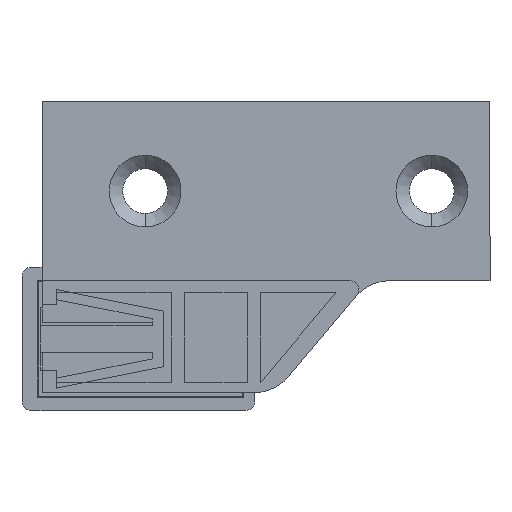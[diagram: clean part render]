
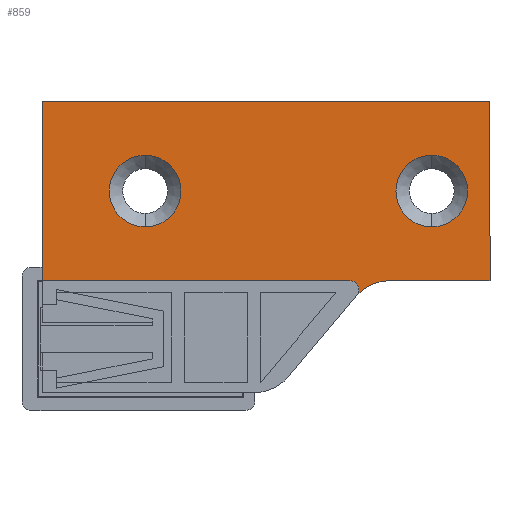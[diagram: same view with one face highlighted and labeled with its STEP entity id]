
A CAD part, left-side view. The second image highlights one B-rep face of the part: STEP entity #859.
In plain terms, the highlighted face is planar.
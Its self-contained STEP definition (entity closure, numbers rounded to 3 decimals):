
#9 = VERTEX_POINT ( 'NONE', #1143 ) ;
#23 = CIRCLE ( 'NONE', #2728, 4. ) ;
#88 = VERTEX_POINT ( 'NONE', #3014 ) ;
#142 = CARTESIAN_POINT ( 'NONE',  ( 10., -43.5, -1.75 ) ) ;
#265 = CIRCLE ( 'NONE', #3718, 4. ) ;
#362 = CARTESIAN_POINT ( 'NONE',  ( 0., -50., -1.75 ) ) ;
#516 = LINE ( 'NONE', #1497, #1409 ) ;
#617 = VERTEX_POINT ( 'NONE', #1505 ) ;
#641 = FACE_BOUND ( 'NONE', #4181, .T. ) ;
#656 = CIRCLE ( 'NONE', #4024, 4. ) ;
#665 = DIRECTION ( 'NONE',  ( 1., 0., 0. ) ) ;
#667 = EDGE_CURVE ( 'NONE', #1065, #919, #656, .T. ) ;
#696 = DIRECTION ( 'NONE',  ( -1., 0., 0. ) ) ;
#706 = CARTESIAN_POINT ( 'NONE',  ( 21.784, -35.001, -1.75 ) ) ;
#739 = LINE ( 'NONE', #1001, #3365 ) ;
#753 = VERTEX_POINT ( 'NONE', #4206 ) ;
#765 = CIRCLE ( 'NONE', #3704, 1. ) ;
#859 = ADVANCED_FACE ( 'NONE', ( #641, #2930, #4238 ), #1663, .F. ) ;
#874 = VECTOR ( 'NONE', #3468, 1000. ) ;
#885 = EDGE_CURVE ( 'NONE', #919, #1065, #2464, .T. ) ;
#919 = VERTEX_POINT ( 'NONE', #2040 ) ;
#932 = EDGE_CURVE ( 'NONE', #4012, #753, #2398, .T. ) ;
#981 = EDGE_CURVE ( 'NONE', #4101, #753, #739, .T. ) ;
#1001 = CARTESIAN_POINT ( 'NONE',  ( 0., 0., -1.75 ) ) ;
#1020 = DIRECTION ( 'NONE',  ( 1., 0., 0. ) ) ;
#1065 = VERTEX_POINT ( 'NONE', #1131 ) ;
#1117 = EDGE_LOOP ( 'NONE', ( #4036, #2450, #1694, #1691, #1898, #2575, #2076, #4080 ) ) ;
#1131 = CARTESIAN_POINT ( 'NONE',  ( 14., -11.5, -1.75 ) ) ;
#1143 = CARTESIAN_POINT ( 'NONE',  ( 21.643, -35.12, -1.75 ) ) ;
#1231 = LINE ( 'NONE', #1556, #2552 ) ;
#1291 = CARTESIAN_POINT ( 'NONE',  ( 0., -50., -1.75 ) ) ;
#1292 = EDGE_CURVE ( 'NONE', #1851, #9, #1231, .T. ) ;
#1409 = VECTOR ( 'NONE', #1755, 1000. ) ;
#1451 = VECTOR ( 'NONE', #2867, 1000. ) ;
#1475 = DIRECTION ( 'NONE',  ( 0., 0., 1. ) ) ;
#1497 = CARTESIAN_POINT ( 'NONE',  ( 20., -50., -1.75 ) ) ;
#1502 = CARTESIAN_POINT ( 'NONE',  ( 25., -38.83, -1.75 ) ) ;
#1505 = CARTESIAN_POINT ( 'NONE',  ( 6., -43.5, -1.75 ) ) ;
#1507 = CARTESIAN_POINT ( 'NONE',  ( 20., -34.354, -1.75 ) ) ;
#1556 = CARTESIAN_POINT ( 'NONE',  ( 1.625, -51.935, -1.75 ) ) ;
#1611 = EDGE_CURVE ( 'NONE', #617, #3449, #23, .T. ) ;
#1617 = EDGE_CURVE ( 'NONE', #4012, #88, #3408, .T. ) ;
#1663 = PLANE ( 'NONE',  #3615 ) ;
#1691 = ORIENTED_EDGE ( 'NONE', *, *, #4063, .T. ) ;
#1694 = ORIENTED_EDGE ( 'NONE', *, *, #1292, .F. ) ;
#1755 = DIRECTION ( 'NONE',  ( 0., 1., 0. ) ) ;
#1851 = VERTEX_POINT ( 'NONE', #706 ) ;
#1898 = ORIENTED_EDGE ( 'NONE', *, *, #2847, .F. ) ;
#1993 = CARTESIAN_POINT ( 'NONE',  ( 10., -43.5, -1.75 ) ) ;
#2040 = CARTESIAN_POINT ( 'NONE',  ( 6., -11.5, -1.75 ) ) ;
#2060 = DIRECTION ( 'NONE',  ( 0., 1., 0. ) ) ;
#2076 = ORIENTED_EDGE ( 'NONE', *, *, #932, .T. ) ;
#2161 = CARTESIAN_POINT ( 'NONE',  ( 0., -50., -1.75 ) ) ;
#2193 = ORIENTED_EDGE ( 'NONE', *, *, #667, .T. ) ;
#2284 = DIRECTION ( 'NONE',  ( 1., 0., 0. ) ) ;
#2294 = VERTEX_POINT ( 'NONE', #1507 ) ;
#2398 = LINE ( 'NONE', #362, #2866 ) ;
#2430 = EDGE_LOOP ( 'NONE', ( #3426, #2193 ) ) ;
#2449 = AXIS2_PLACEMENT_3D ( 'NONE', #1502, #2807, #3519 ) ;
#2450 = ORIENTED_EDGE ( 'NONE', *, *, #2590, .T. ) ;
#2464 = CIRCLE ( 'NONE', #3765, 4. ) ;
#2513 = EDGE_CURVE ( 'NONE', #3449, #617, #265, .T. ) ;
#2552 = VECTOR ( 'NONE', #3875, 1000. ) ;
#2575 = ORIENTED_EDGE ( 'NONE', *, *, #1617, .F. ) ;
#2581 = VERTEX_POINT ( 'NONE', #3318 ) ;
#2590 = EDGE_CURVE ( 'NONE', #2294, #9, #765, .T. ) ;
#2599 = DIRECTION ( 'NONE',  ( 0., 0., 1. ) ) ;
#2633 = DIRECTION ( 'NONE',  ( 1., 0., 0. ) ) ;
#2728 = AXIS2_PLACEMENT_3D ( 'NONE', #142, #1475, #3084 ) ;
#2741 = CARTESIAN_POINT ( 'NONE',  ( 21., -34.354, -1.75 ) ) ;
#2807 = DIRECTION ( 'NONE',  ( 0., 0., 1. ) ) ;
#2847 = EDGE_CURVE ( 'NONE', #88, #2581, #3188, .T. ) ;
#2866 = VECTOR ( 'NONE', #2060, 1000. ) ;
#2867 = DIRECTION ( 'NONE',  ( 0., 1., 0. ) ) ;
#2930 = FACE_BOUND ( 'NONE', #2430, .T. ) ;
#2990 = CIRCLE ( 'NONE', #2449, 5. ) ;
#3014 = CARTESIAN_POINT ( 'NONE',  ( 20., -50., -1.75 ) ) ;
#3084 = DIRECTION ( 'NONE',  ( 1., 0., 0. ) ) ;
#3173 = CARTESIAN_POINT ( 'NONE',  ( 0., -50., -1.75 ) ) ;
#3188 = LINE ( 'NONE', #3874, #1451 ) ;
#3230 = DIRECTION ( 'NONE',  ( 0., 0., 1. ) ) ;
#3261 = DIRECTION ( 'NONE',  ( 1., 0., 0. ) ) ;
#3274 = DIRECTION ( 'NONE',  ( 0., 0., 1. ) ) ;
#3318 = CARTESIAN_POINT ( 'NONE',  ( 20., -38.83, -1.75 ) ) ;
#3365 = VECTOR ( 'NONE', #696, 1000. ) ;
#3408 = LINE ( 'NONE', #2161, #874 ) ;
#3426 = ORIENTED_EDGE ( 'NONE', *, *, #885, .T. ) ;
#3449 = VERTEX_POINT ( 'NONE', #3922 ) ;
#3468 = DIRECTION ( 'NONE',  ( 1., 0., 0. ) ) ;
#3519 = DIRECTION ( 'NONE',  ( 1., 0., 0. ) ) ;
#3551 = CARTESIAN_POINT ( 'NONE',  ( 10., -11.5, -1.75 ) ) ;
#3559 = ORIENTED_EDGE ( 'NONE', *, *, #1611, .T. ) ;
#3568 = ORIENTED_EDGE ( 'NONE', *, *, #2513, .T. ) ;
#3578 = EDGE_CURVE ( 'NONE', #2294, #4101, #516, .T. ) ;
#3615 = AXIS2_PLACEMENT_3D ( 'NONE', #1291, #3274, #2284 ) ;
#3704 = AXIS2_PLACEMENT_3D ( 'NONE', #2741, #3705, #1020 ) ;
#3705 = DIRECTION ( 'NONE',  ( 0., 0., 1. ) ) ;
#3718 = AXIS2_PLACEMENT_3D ( 'NONE', #1993, #4202, #2633 ) ;
#3761 = CARTESIAN_POINT ( 'NONE',  ( 20., 0., -1.75 ) ) ;
#3765 = AXIS2_PLACEMENT_3D ( 'NONE', #3551, #3230, #665 ) ;
#3842 = CARTESIAN_POINT ( 'NONE',  ( 10., -11.5, -1.75 ) ) ;
#3874 = CARTESIAN_POINT ( 'NONE',  ( 20., -50., -1.75 ) ) ;
#3875 = DIRECTION ( 'NONE',  ( -0.766, -0.643, 0. ) ) ;
#3922 = CARTESIAN_POINT ( 'NONE',  ( 14., -43.5, -1.75 ) ) ;
#4012 = VERTEX_POINT ( 'NONE', #3173 ) ;
#4024 = AXIS2_PLACEMENT_3D ( 'NONE', #3842, #2599, #3261 ) ;
#4036 = ORIENTED_EDGE ( 'NONE', *, *, #3578, .F. ) ;
#4063 = EDGE_CURVE ( 'NONE', #1851, #2581, #2990, .T. ) ;
#4080 = ORIENTED_EDGE ( 'NONE', *, *, #981, .F. ) ;
#4101 = VERTEX_POINT ( 'NONE', #3761 ) ;
#4181 = EDGE_LOOP ( 'NONE', ( #3559, #3568 ) ) ;
#4202 = DIRECTION ( 'NONE',  ( 0., 0., 1. ) ) ;
#4206 = CARTESIAN_POINT ( 'NONE',  ( 0., 0., -1.75 ) ) ;
#4238 = FACE_OUTER_BOUND ( 'NONE', #1117, .T. ) ;
